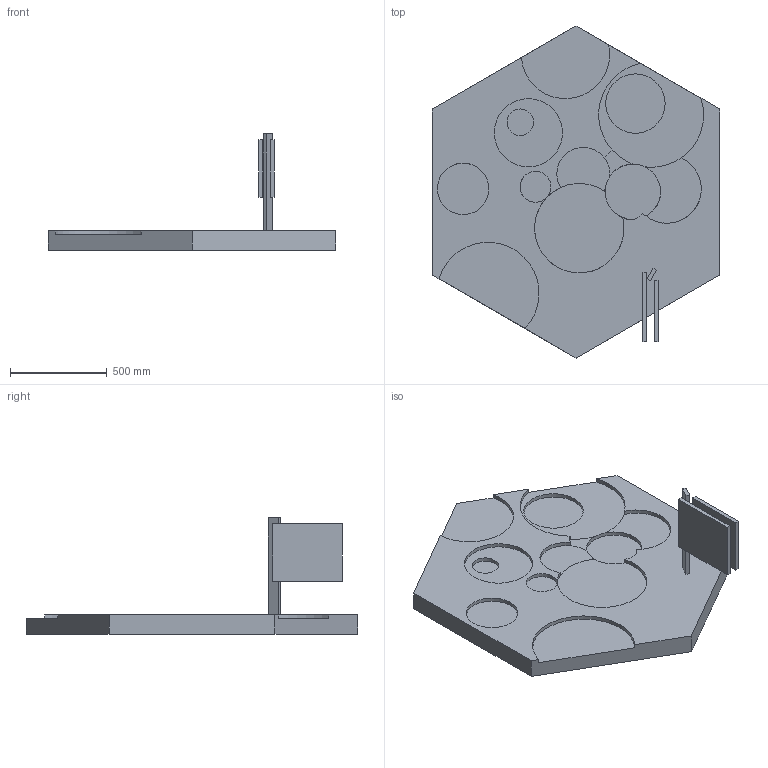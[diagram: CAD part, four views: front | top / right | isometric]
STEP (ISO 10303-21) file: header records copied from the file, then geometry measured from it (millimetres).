
FILE_DESCRIPTION(('STEP AP203'), '1');
FILE_NAME('', '2024-10-31T11:48:24', ('Default author'), ('Default organization'), 'C3D Converter', 'C3D Toolkit', 'Default authization');
FILE_SCHEMA(('CONFIG_CONTROL_DESIGN'));
Length unit declared in the file: millimetre
Products named in the file (8): 328ee556-45d4-4f07-acc9-7ee9788c502a; ec385f7a-6144-4d86-b97c-11216cd383d8; f5bd8bd8-39c1-47f8-8499-f673c580dfbe; fe9b4082-b4b4-4e54-9aa6-f3ad24a63668; 4329112a-6b65-48d9-9da8-abf1f8f36327
Assembly tree (7 placements, depth 4):
  328ee556-45d4-4f07-acc9-7ee9788c502a
    ec385f7a-6144-4d86-b97c-11216cd383d8
      f5bd8bd8-39c1-47f8-8499-f673c580dfbe
        fe9b4082-b4b4-4e54-9aa6-f3ad24a63668
      4329112a-6b65-48d9-9da8-abf1f8f36327
        fe9b4082-b4b4-4e54-9aa6-f3ad24a63668
        fe9b4082-b4b4-4e54-9aa6-f3ad24a63668
        fe9b4082-b4b4-4e54-9aa6-f3ad24a63668
Bounding box: 1489.56 x 1720 x 602 mm (x, y, z)
Volume: 173827387.9 mm3; surface area: 5066537.9 mm2
Topology: 4 solids, 4 shells, 58 faces, 129 edges, 83 vertices
Faces by surface type: plane 43, cylinder 15
Full cylindrical faces by diameter (mm): 137.65 x1, 160.441 x1, 266.737 x1, 287.317 x1, 307.757 x1, 353.495 x1
Entity records: 1975 total; most frequent: DIRECTION 302, CARTESIAN_POINT 269, ORIENTED_EDGE 242, EDGE_CURVE 121, AXIS2_PLACEMENT_3D 115, VERTEX_POINT 82, LINE 72, VECTOR 72
